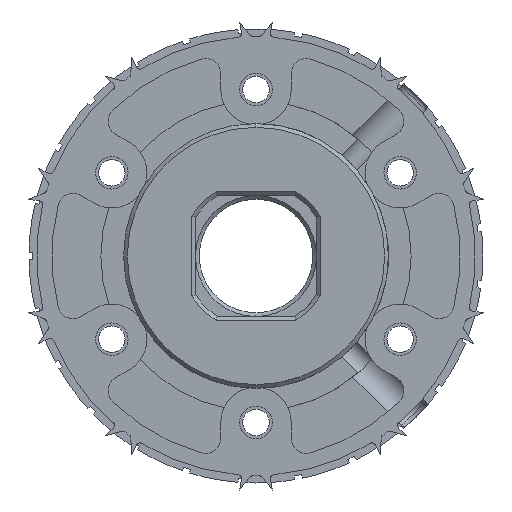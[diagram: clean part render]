
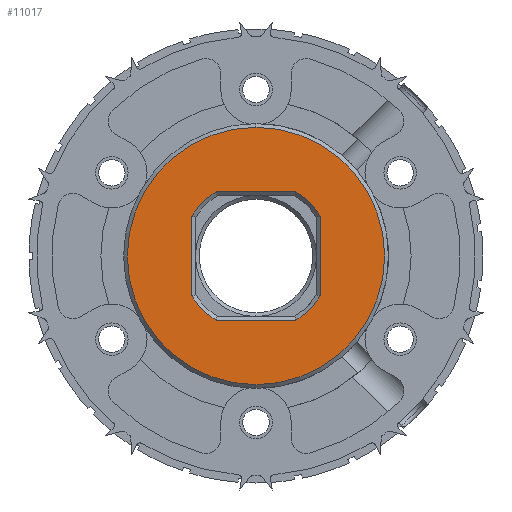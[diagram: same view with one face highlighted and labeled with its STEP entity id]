
A CAD part, front view. The second image highlights one B-rep face of the part: STEP entity #11017.
In plain terms, the highlighted planar face has unit normal (0, -1, 0).
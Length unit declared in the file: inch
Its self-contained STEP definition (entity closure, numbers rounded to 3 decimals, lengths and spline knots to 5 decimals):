
#271 = DIRECTION ( 'NONE',  ( 0., 0., -1. ) ) ;
#558 = EDGE_CURVE ( 'NONE', #8859, #8624, #13848, .T. ) ;
#922 = VERTEX_POINT ( 'NONE', #7919 ) ;
#960 = CIRCLE ( 'NONE', #2370, 0.5 ) ;
#1192 = CIRCLE ( 'NONE', #11211, 0.5 ) ;
#1194 = VERTEX_POINT ( 'NONE', #14233 ) ;
#1301 = CIRCLE ( 'NONE', #12690, 0.5 ) ;
#1337 = CIRCLE ( 'NONE', #5513, 0.85 ) ;
#1556 = CARTESIAN_POINT ( 'NONE',  ( 0.425, -0.425, -0.26339 ) ) ;
#1614 = VECTOR ( 'NONE', #1949, 39.37008 ) ;
#1851 = ORIENTED_EDGE ( 'NONE', *, *, #9449, .T. ) ;
#1949 = DIRECTION ( 'NONE',  ( -1., 0., 0. ) ) ;
#1969 = AXIS2_PLACEMENT_3D ( 'NONE', #7050, #10604, #13287 ) ;
#2069 = LINE ( 'NONE', #16558, #16336 ) ;
#2107 = DIRECTION ( 'NONE',  ( 0., 0., -1. ) ) ;
#2264 = ORIENTED_EDGE ( 'NONE', *, *, #5304, .T. ) ;
#2292 = CIRCLE ( 'NONE', #7561, 0.5 ) ;
#2370 = AXIS2_PLACEMENT_3D ( 'NONE', #9845, #16597, #2107 ) ;
#2880 = FACE_BOUND ( 'NONE', #13072, .T. ) ;
#3227 = DIRECTION ( 'NONE',  ( 0., 0., -1. ) ) ;
#3236 = DIRECTION ( 'NONE',  ( 0., 0., -1. ) ) ;
#3319 = ORIENTED_EDGE ( 'NONE', *, *, #15438, .T. ) ;
#3522 = EDGE_CURVE ( 'NONE', #12066, #1194, #5007, .T. ) ;
#3527 = VERTEX_POINT ( 'NONE', #8257 ) ;
#3542 = CARTESIAN_POINT ( 'NONE',  ( -0.425, -0.425, -0.26339 ) ) ;
#3730 = VERTEX_POINT ( 'NONE', #7422 ) ;
#3812 = EDGE_CURVE ( 'NONE', #3527, #14598, #2292, .T. ) ;
#3858 = EDGE_CURVE ( 'NONE', #3730, #3527, #10190, .T. ) ;
#4196 = DIRECTION ( 'NONE',  ( 0., 0., 1. ) ) ;
#4528 = DIRECTION ( 'NONE',  ( 0., -1., 0. ) ) ;
#4739 = DIRECTION ( 'NONE',  ( 0., 0., -1. ) ) ;
#5007 = CIRCLE ( 'NONE', #11664, 0.85 ) ;
#5303 = PLANE ( 'NONE',  #1969 ) ;
#5304 = EDGE_CURVE ( 'NONE', #13725, #8859, #1192, .T. ) ;
#5513 = AXIS2_PLACEMENT_3D ( 'NONE', #10982, #14968, #271 ) ;
#5732 = DIRECTION ( 'NONE',  ( 0., 1., 0. ) ) ;
#6327 = ORIENTED_EDGE ( 'NONE', *, *, #558, .T. ) ;
#6829 = ORIENTED_EDGE ( 'NONE', *, *, #3522, .T. ) ;
#7050 = CARTESIAN_POINT ( 'NONE',  ( 0., -0.425, 0. ) ) ;
#7063 = EDGE_CURVE ( 'NONE', #14598, #13725, #2069, .T. ) ;
#7139 = EDGE_CURVE ( 'NONE', #1194, #12066, #1337, .T. ) ;
#7308 = CARTESIAN_POINT ( 'NONE',  ( 0., -0.425, 0. ) ) ;
#7422 = CARTESIAN_POINT ( 'NONE',  ( -0.26339, -0.425, 0.425 ) ) ;
#7561 = AXIS2_PLACEMENT_3D ( 'NONE', #11327, #16614, #4739 ) ;
#7581 = CARTESIAN_POINT ( 'NONE',  ( 0.425, -0.425, 0.26339 ) ) ;
#7748 = CARTESIAN_POINT ( 'NONE',  ( 0.25617, -0.425, 0.425 ) ) ;
#7919 = CARTESIAN_POINT ( 'NONE',  ( -0.425, -0.425, 0.26339 ) ) ;
#8184 = CARTESIAN_POINT ( 'NONE',  ( -0.425, -0.425, 0.25617 ) ) ;
#8257 = CARTESIAN_POINT ( 'NONE',  ( 0.26339, -0.425, 0.425 ) ) ;
#8624 = VERTEX_POINT ( 'NONE', #16223 ) ;
#8859 = VERTEX_POINT ( 'NONE', #12277 ) ;
#8869 = VECTOR ( 'NONE', #4196, 39.37008 ) ;
#9449 = EDGE_CURVE ( 'NONE', #922, #3730, #960, .T. ) ;
#9569 = LINE ( 'NONE', #8184, #8869 ) ;
#9845 = CARTESIAN_POINT ( 'NONE',  ( 0., -0.425, 0. ) ) ;
#9879 = ORIENTED_EDGE ( 'NONE', *, *, #3858, .T. ) ;
#10190 = LINE ( 'NONE', #7748, #10996 ) ;
#10320 = VERTEX_POINT ( 'NONE', #3542 ) ;
#10353 = CARTESIAN_POINT ( 'NONE',  ( 0., -0.425, 0.85 ) ) ;
#10604 = DIRECTION ( 'NONE',  ( 0., -1., 0. ) ) ;
#10982 = CARTESIAN_POINT ( 'NONE',  ( 0., -0.425, 0. ) ) ;
#10996 = VECTOR ( 'NONE', #17100, 39.37008 ) ;
#11017 = ADVANCED_FACE ( 'NONE', ( #14850, #2880 ), #5303, .T. ) ;
#11211 = AXIS2_PLACEMENT_3D ( 'NONE', #15708, #11884, #12935 ) ;
#11325 = CARTESIAN_POINT ( 'NONE',  ( -0.25617, -0.425, -0.425 ) ) ;
#11327 = CARTESIAN_POINT ( 'NONE',  ( 0., -0.425, 0. ) ) ;
#11664 = AXIS2_PLACEMENT_3D ( 'NONE', #13811, #4528, #3227 ) ;
#11884 = DIRECTION ( 'NONE',  ( 0., 1., 0. ) ) ;
#11886 = ORIENTED_EDGE ( 'NONE', *, *, #7139, .T. ) ;
#12066 = VERTEX_POINT ( 'NONE', #10353 ) ;
#12277 = CARTESIAN_POINT ( 'NONE',  ( 0.26339, -0.425, -0.425 ) ) ;
#12690 = AXIS2_PLACEMENT_3D ( 'NONE', #7308, #5732, #3236 ) ;
#12729 = ORIENTED_EDGE ( 'NONE', *, *, #13277, .T. ) ;
#12935 = DIRECTION ( 'NONE',  ( 0., 0., -1. ) ) ;
#13072 = EDGE_LOOP ( 'NONE', ( #2264, #6327, #3319, #12729, #1851, #9879, #14229, #13690 ) ) ;
#13277 = EDGE_CURVE ( 'NONE', #10320, #922, #9569, .T. ) ;
#13287 = DIRECTION ( 'NONE',  ( 0., 0., -1. ) ) ;
#13690 = ORIENTED_EDGE ( 'NONE', *, *, #7063, .T. ) ;
#13702 = EDGE_LOOP ( 'NONE', ( #6829, #11886 ) ) ;
#13703 = DIRECTION ( 'NONE',  ( 0., 0., -1. ) ) ;
#13725 = VERTEX_POINT ( 'NONE', #1556 ) ;
#13811 = CARTESIAN_POINT ( 'NONE',  ( 0., -0.425, 0. ) ) ;
#13848 = LINE ( 'NONE', #11325, #1614 ) ;
#14229 = ORIENTED_EDGE ( 'NONE', *, *, #3812, .T. ) ;
#14233 = CARTESIAN_POINT ( 'NONE',  ( 0., -0.425, -0.85 ) ) ;
#14598 = VERTEX_POINT ( 'NONE', #7581 ) ;
#14850 = FACE_OUTER_BOUND ( 'NONE', #13702, .T. ) ;
#14968 = DIRECTION ( 'NONE',  ( 0., -1., 0. ) ) ;
#15438 = EDGE_CURVE ( 'NONE', #8624, #10320, #1301, .T. ) ;
#15708 = CARTESIAN_POINT ( 'NONE',  ( 0., -0.425, 0. ) ) ;
#16223 = CARTESIAN_POINT ( 'NONE',  ( -0.26339, -0.425, -0.425 ) ) ;
#16336 = VECTOR ( 'NONE', #13703, 39.37008 ) ;
#16558 = CARTESIAN_POINT ( 'NONE',  ( 0.425, -0.425, -0.25617 ) ) ;
#16597 = DIRECTION ( 'NONE',  ( 0., 1., 0. ) ) ;
#16614 = DIRECTION ( 'NONE',  ( 0., 1., 0. ) ) ;
#17100 = DIRECTION ( 'NONE',  ( 1., 0., 0. ) ) ;
